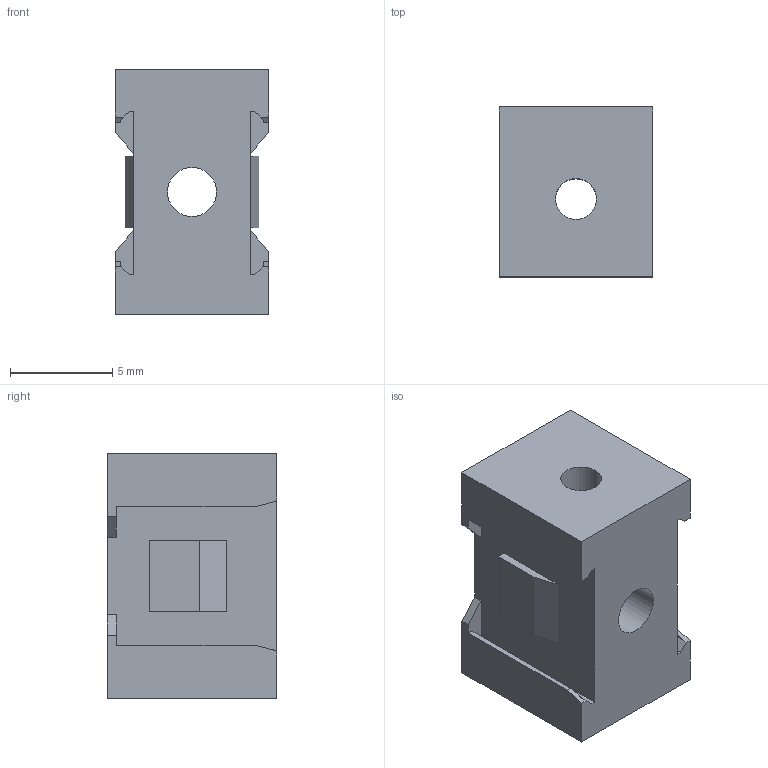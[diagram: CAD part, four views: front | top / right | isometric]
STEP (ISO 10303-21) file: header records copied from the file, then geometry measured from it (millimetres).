
FILE_DESCRIPTION(('CATIA V5 STEP Exchange','CAx-IF Rec.Pracs.--- Model Styling and Organization---1.2---2011-12-15'),'2;1');
FILE_NAME ('D1454900_0', '2018-11-15T11:24:29+00:00', ('none'), ('Weidmueller'), 'CATIA Version 5-6 Release 2014', 'CATIA V5 STEP AP214', 'none');
FILE_SCHEMA(('AUTOMOTIVE_DESIGN { 1 0 10303 214 1 1 1 1 }'));
Length unit declared in the file: millimetre
Products named in the file (1): 1723460000
Bounding box: 7.5 x 8.3 x 12 mm (x, y, z)
Volume: 562.8 mm3; surface area: 674.8 mm2
Topology: 1 solids, 1 shells, 60 faces, 166 edges, 110 vertices
Faces by surface type: plane 54, cylinder 6
Entity records: 1808 total; most frequent: ORIENTED_EDGE 332, CARTESIAN_POINT 317, DIRECTION 246, EDGE_CURVE 166, VECTOR 152, LINE 152, VERTEX_POINT 110, EDGE_LOOP 68
